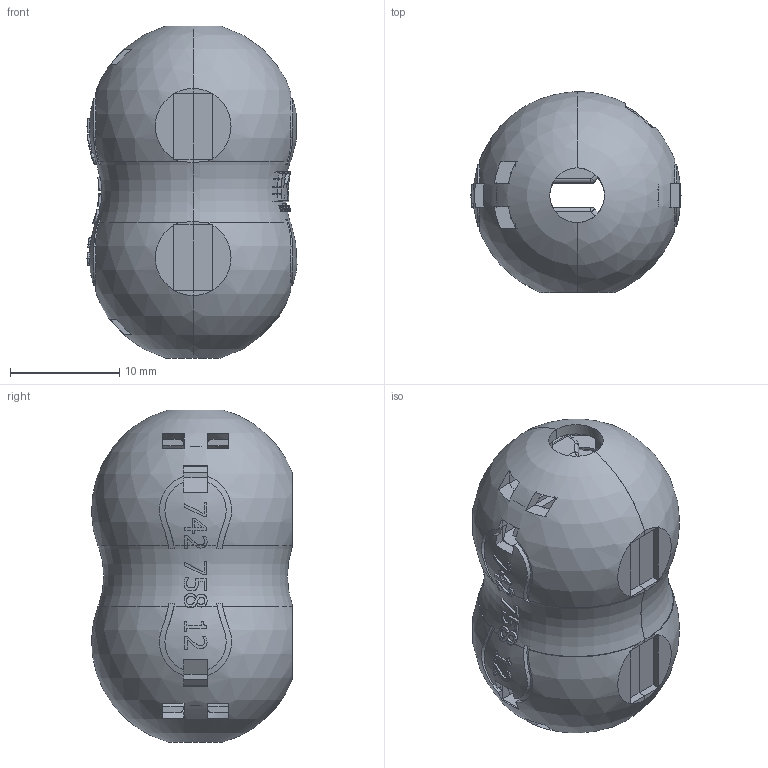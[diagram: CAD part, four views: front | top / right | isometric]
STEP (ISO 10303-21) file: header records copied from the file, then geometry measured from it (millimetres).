
FILE_DESCRIPTION(/* description */ ('Unknown'),/* implementation_level */ '2;1');
FILE_NAME(/* name */ '74275812',/* time_stamp */ '2023-08-17T12:50:33+02:00',/* author */ ('Unknown'),/* organization */ ('Unknown'),/* preprocessor_version */ 'ST-DEVELOPER v16.7',/* originating_system */ 'Solid Edge',/* authorisation */ 'Unknown');
FILE_SCHEMA (('AUTOMOTIVE_DESIGN {1 0 10303 214 3 1 1}'));
Length unit declared in the file: millimetre
Products named in the file (4): 74275812; 1683710962_unten; 1683710962_oben; 742 7512C
Assembly tree (4 placements, depth 2):
  74275812
    1683710962_unten
    1683710962_oben
    742 7512C  x2
Bounding box: 19.19 x 18.35 x 30.33 mm (x, y, z)
Volume: 4137.9 mm3; surface area: 6626 mm2
Topology: 4 solids, 4 shells, 1422 faces, 3970 edges, 2602 vertices
Faces by surface type: plane 1010, cylinder 223, torus 65, sphere 49, bspline 43, cone 32
Full cylindrical faces by diameter (mm): 0.136 x2, 0.421 x5, 1.2 x2, 1.3 x2
Entity records: 46453 total; most frequent: CARTESIAN_POINT 10513, ORIENTED_EDGE 7708, DIRECTION 7499, EDGE_CURVE 3854, AXIS2_PLACEMENT_3D 2815, VERTEX_POINT 2533, LINE 1869, VECTOR 1869
